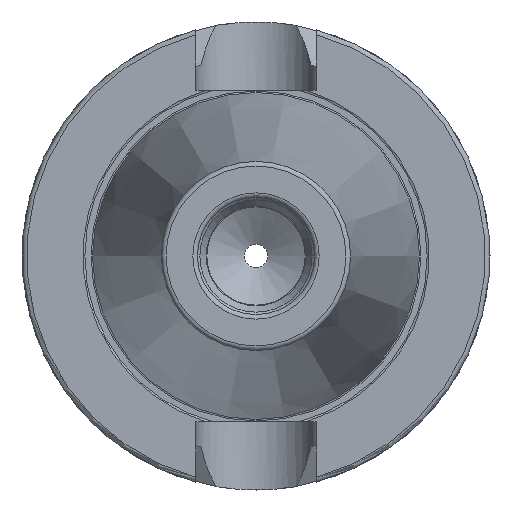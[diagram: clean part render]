
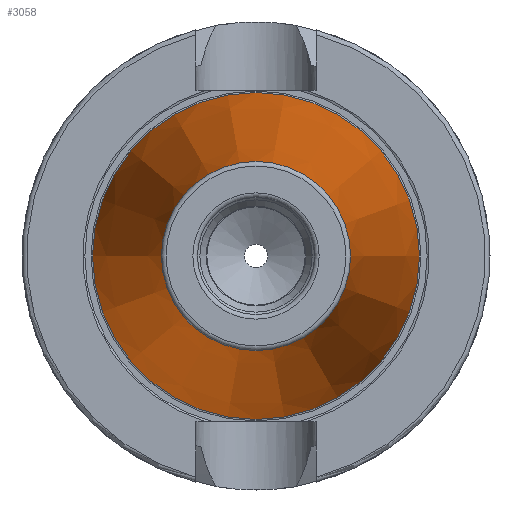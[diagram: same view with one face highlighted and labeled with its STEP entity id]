
A CAD part, left-side view. The second image highlights one B-rep face of the part: STEP entity #3058.
In plain terms, the highlighted conical face has half-angle 8.297 degrees and reference radius 27.564 mm.
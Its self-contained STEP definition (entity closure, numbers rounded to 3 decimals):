
#3024=CARTESIAN_POINT('',(-100.944,20.204,0.0));
#3025=VERTEX_POINT('',#3024);
#3026=CARTESIAN_POINT('',(-100.944,0.,0.0));
#3027=DIRECTION('',(1.0,0.0,0.0));
#3028=DIRECTION('',(0.0,1.0,0.0));
#3029=AXIS2_PLACEMENT_3D('',#3026,#3027,#3028);
#3030=CIRCLE('',#3029,20.204);
#3031=EDGE_CURVE('',#3025,#3025,#3030,.T.);
#3039=CARTESIAN_POINT('',(-50.472,0.,0.0));
#3040=DIRECTION('',(1.0,0.,0.0));
#3041=DIRECTION('',(0.0,1.0,0.0));
#3042=AXIS2_PLACEMENT_3D('',#3039,#3040,#3041);
#3043=CONICAL_SURFACE('',#3042,27.564,8.297);
#3044=CARTESIAN_POINT('',(0.0,34.925,0.0));
#3045=VERTEX_POINT('',#3044);
#3046=CARTESIAN_POINT('',(0.,0.,0.0));
#3047=DIRECTION('',(1.0,0.0,0.0));
#3048=DIRECTION('',(0.0,1.0,0.0));
#3049=AXIS2_PLACEMENT_3D('',#3046,#3047,#3048);
#3050=CIRCLE('',#3049,34.925);
#3051=EDGE_CURVE('',#3045,#3045,#3050,.T.);
#3052=ORIENTED_EDGE('',*,*,#3051,.F.);
#3053=EDGE_LOOP('',(#3052));
#3054=FACE_OUTER_BOUND('',#3053,.T.);
#3055=ORIENTED_EDGE('',*,*,#3031,.T.);
#3056=EDGE_LOOP('',(#3055));
#3057=FACE_BOUND('',#3056,.T.);
#3058=ADVANCED_FACE('',(#3054,#3057),#3043,.T.);
